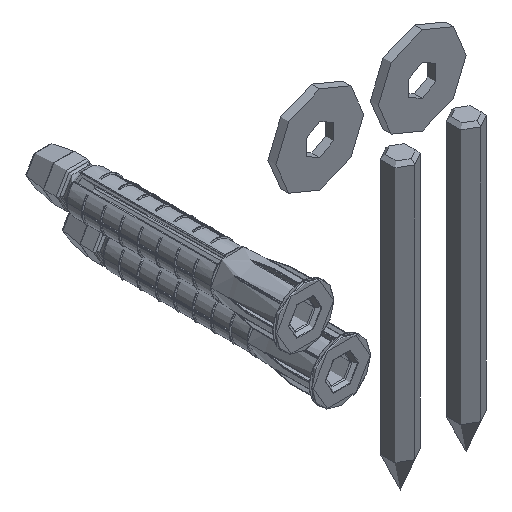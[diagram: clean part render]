
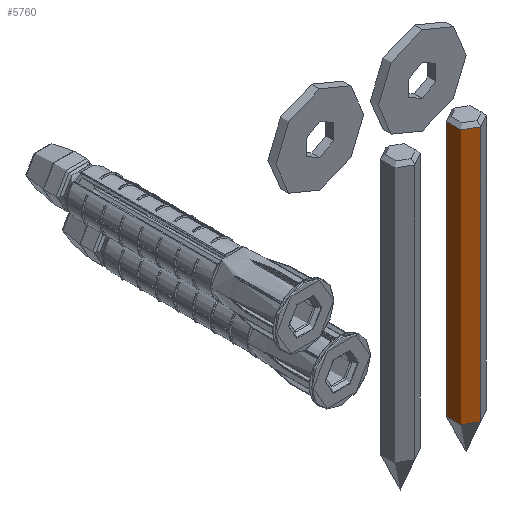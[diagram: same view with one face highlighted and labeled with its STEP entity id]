
A CAD part, isometric view. The second image highlights one B-rep face of the part: STEP entity #5760.
In plain terms, the highlighted cylindrical face has radius 2 mm (diameter 4 mm), a partial arc.
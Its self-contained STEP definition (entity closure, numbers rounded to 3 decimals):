
#1400 = VECTOR ( 'NONE', #14792, 1000. ) ;
#1914 = CARTESIAN_POINT ( 'NONE',  ( 0., 0., -0.5 ) ) ;
#2569 = CARTESIAN_POINT ( 'NONE',  ( 0., -2., -0.5 ) ) ;
#3034 = VECTOR ( 'NONE', #3714, 1000. ) ;
#3714 = DIRECTION ( 'NONE',  ( 0., 0., -1. ) ) ;
#5632 = CYLINDRICAL_SURFACE ( 'NONE', #14665, 2. ) ;
#5760 = ADVANCED_FACE ( 'NONE', ( #16523 ), #5632, .T. ) ;
#6306 = DIRECTION ( 'NONE',  ( 0., 0., -1. ) ) ;
#6397 = CARTESIAN_POINT ( 'NONE',  ( 0., 2., -40. ) ) ;
#6692 = CARTESIAN_POINT ( 'NONE',  ( 0., 0., -40. ) ) ;
#7099 = AXIS2_PLACEMENT_3D ( 'NONE', #22583, #6306, #14691 ) ;
#7723 = ORIENTED_EDGE ( 'NONE', *, *, #16557, .F. ) ;
#7791 = VERTEX_POINT ( 'NONE', #23955 ) ;
#8838 = CIRCLE ( 'NONE', #7099, 2. ) ;
#10954 = VERTEX_POINT ( 'NONE', #2569 ) ;
#11033 = DIRECTION ( 'NONE',  ( 0., 0., -1. ) ) ;
#11921 = VERTEX_POINT ( 'NONE', #22287 ) ;
#13425 = VERTEX_POINT ( 'NONE', #23065 ) ;
#14209 = CIRCLE ( 'NONE', #17674, 2. ) ;
#14548 = DIRECTION ( 'NONE',  ( 0., 0., -1. ) ) ;
#14665 = AXIS2_PLACEMENT_3D ( 'NONE', #6692, #11033, #25832 ) ;
#14691 = DIRECTION ( 'NONE',  ( 0., 1., 0. ) ) ;
#14792 = DIRECTION ( 'NONE',  ( 0., 0., -1. ) ) ;
#15525 = ORIENTED_EDGE ( 'NONE', *, *, #18245, .T. ) ;
#16354 = CARTESIAN_POINT ( 'NONE',  ( 0., -2., -40. ) ) ;
#16523 = FACE_OUTER_BOUND ( 'NONE', #25022, .T. ) ;
#16557 = EDGE_CURVE ( 'NONE', #10954, #11921, #19863, .T. ) ;
#17674 = AXIS2_PLACEMENT_3D ( 'NONE', #1914, #14548, #20716 ) ;
#17968 = ORIENTED_EDGE ( 'NONE', *, *, #20205, .F. ) ;
#18217 = LINE ( 'NONE', #6397, #1400 ) ;
#18245 = EDGE_CURVE ( 'NONE', #10954, #7791, #14209, .T. ) ;
#19863 = LINE ( 'NONE', #16354, #3034 ) ;
#20205 = EDGE_CURVE ( 'NONE', #11921, #13425, #8838, .T. ) ;
#20716 = DIRECTION ( 'NONE',  ( 0., -1., 0. ) ) ;
#22287 = CARTESIAN_POINT ( 'NONE',  ( 0., -2., -35.41 ) ) ;
#22583 = CARTESIAN_POINT ( 'NONE',  ( 0., 0., -35.41 ) ) ;
#23065 = CARTESIAN_POINT ( 'NONE',  ( 0., 2., -35.41 ) ) ;
#23385 = ORIENTED_EDGE ( 'NONE', *, *, #26986, .T. ) ;
#23955 = CARTESIAN_POINT ( 'NONE',  ( 0., 2., -0.5 ) ) ;
#25022 = EDGE_LOOP ( 'NONE', ( #7723, #15525, #23385, #17968 ) ) ;
#25832 = DIRECTION ( 'NONE',  ( 0., 1., 0. ) ) ;
#26986 = EDGE_CURVE ( 'NONE', #7791, #13425, #18217, .T. ) ;
